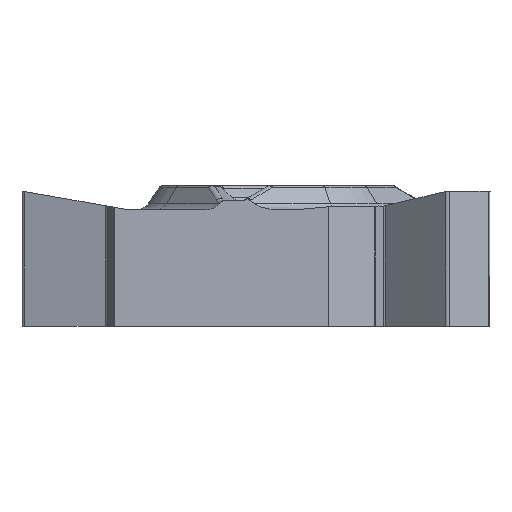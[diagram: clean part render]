
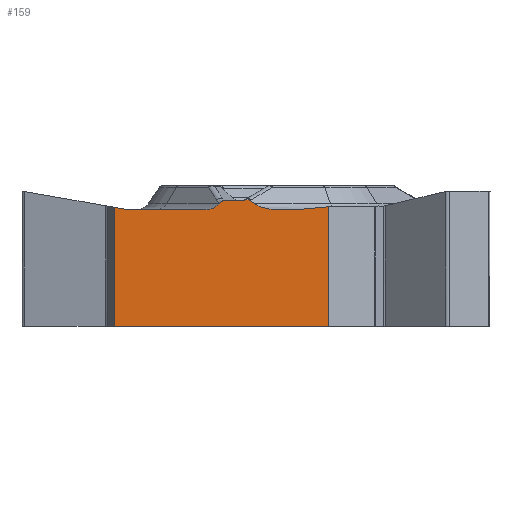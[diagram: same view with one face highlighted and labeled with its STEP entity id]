
A CAD part, left-side view. The second image highlights one B-rep face of the part: STEP entity #159.
In plain terms, the highlighted planar face has unit normal (-1, 0, 0).
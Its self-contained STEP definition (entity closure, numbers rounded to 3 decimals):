
#159=ADVANCED_FACE('',(#359),#315,.F.);
#315=PLANE('',#2691);
#359=FACE_OUTER_BOUND('',#509,.T.);
#509=EDGE_LOOP('',(#841,#842,#843,#844,#845,#846,#847,#848,#849,#850,#851,
#852,#853,#854,#855,#856,#857,#858));
#671=CIRCLE('',#2690,0.75);
#778=ELLIPSE('',#2685,1.5,0.75);
#779=ELLIPSE('',#2686,1.5,0.75);
#780=ELLIPSE('',#2687,0.309,0.3);
#781=ELLIPSE('',#2688,0.295,0.25);
#782=ELLIPSE('',#2689,0.884,0.75);
#841=ORIENTED_EDGE('',*,*,#1867,.F.);
#842=ORIENTED_EDGE('',*,*,#1868,.F.);
#843=ORIENTED_EDGE('',*,*,#1869,.T.);
#844=ORIENTED_EDGE('',*,*,#1870,.T.);
#845=ORIENTED_EDGE('',*,*,#1871,.T.);
#846=ORIENTED_EDGE('',*,*,#1872,.T.);
#847=ORIENTED_EDGE('',*,*,#1873,.T.);
#848=ORIENTED_EDGE('',*,*,#1874,.F.);
#849=ORIENTED_EDGE('',*,*,#1875,.T.);
#850=ORIENTED_EDGE('',*,*,#1876,.T.);
#851=ORIENTED_EDGE('',*,*,#1877,.F.);
#852=ORIENTED_EDGE('',*,*,#1878,.F.);
#853=ORIENTED_EDGE('',*,*,#1879,.T.);
#854=ORIENTED_EDGE('',*,*,#1880,.T.);
#855=ORIENTED_EDGE('',*,*,#1881,.T.);
#856=ORIENTED_EDGE('',*,*,#1882,.T.);
#857=ORIENTED_EDGE('',*,*,#1883,.T.);
#858=ORIENTED_EDGE('',*,*,#1884,.T.);
#1625=VERTEX_POINT('',#4128);
#1626=VERTEX_POINT('',#4129);
#1627=VERTEX_POINT('',#4131);
#1628=VERTEX_POINT('',#4133);
#1629=VERTEX_POINT('',#4135);
#1630=VERTEX_POINT('',#4137);
#1631=VERTEX_POINT('',#4139);
#1632=VERTEX_POINT('',#4141);
#1633=VERTEX_POINT('',#4152);
#1634=VERTEX_POINT('',#4154);
#1635=VERTEX_POINT('',#4156);
#1636=VERTEX_POINT('',#4158);
#1637=VERTEX_POINT('',#4166);
#1638=VERTEX_POINT('',#4168);
#1639=VERTEX_POINT('',#4170);
#1640=VERTEX_POINT('',#4172);
#1641=VERTEX_POINT('',#4174);
#1642=VERTEX_POINT('',#4176);
#1867=EDGE_CURVE('',#1625,#1626,#2259,.T.);
#1868=EDGE_CURVE('',#1627,#1625,#2260,.T.);
#1869=EDGE_CURVE('',#1627,#1628,#2261,.T.);
#1870=EDGE_CURVE('',#1628,#1629,#778,.T.);
#1871=EDGE_CURVE('',#1629,#1630,#2262,.T.);
#1872=EDGE_CURVE('',#1630,#1631,#779,.T.);
#1873=EDGE_CURVE('',#1631,#1632,#2263,.T.);
#1874=EDGE_CURVE('',#1633,#1632,#2615,.T.);
#1875=EDGE_CURVE('',#1633,#1634,#780,.T.);
#1876=EDGE_CURVE('',#1634,#1635,#2264,.T.);
#1877=EDGE_CURVE('',#1636,#1635,#781,.T.);
#1878=EDGE_CURVE('',#1637,#1636,#2616,.T.);
#1879=EDGE_CURVE('',#1637,#1638,#2265,.T.);
#1880=EDGE_CURVE('',#1638,#1639,#782,.T.);
#1881=EDGE_CURVE('',#1639,#1640,#2266,.T.);
#1882=EDGE_CURVE('',#1640,#1641,#671,.T.);
#1883=EDGE_CURVE('',#1641,#1642,#2267,.T.);
#1884=EDGE_CURVE('',#1642,#1626,#2268,.T.);
#2259=LINE('',#4127,#2433);
#2260=LINE('',#4130,#2434);
#2261=LINE('',#4132,#2435);
#2262=LINE('',#4136,#2436);
#2263=LINE('',#4140,#2437);
#2264=LINE('',#4155,#2438);
#2265=LINE('',#4167,#2439);
#2266=LINE('',#4171,#2440);
#2267=LINE('',#4175,#2441);
#2268=LINE('',#4177,#2442);
#2433=VECTOR('',#2981,1.);
#2434=VECTOR('',#2982,1.);
#2435=VECTOR('',#2983,1.);
#2436=VECTOR('',#2986,1.);
#2437=VECTOR('',#2989,1.);
#2438=VECTOR('',#2992,1.);
#2439=VECTOR('',#2995,1.);
#2440=VECTOR('',#2998,1.);
#2441=VECTOR('',#3001,1.);
#2442=VECTOR('',#3002,1.);
#2615=B_SPLINE_CURVE_WITH_KNOTS('',3,(#4142,#4143,#4144,#4145,#4146,#4147,
#4148,#4149,#4150,#4151),.UNSPECIFIED.,.F.,.F.,(4,3,3,4),(0.,0.625,
0.853,1.),.UNSPECIFIED.);
#2616=B_SPLINE_CURVE_WITH_KNOTS('',3,(#4159,#4160,#4161,#4162,#4163,#4164,
#4165),.UNSPECIFIED.,.F.,.F.,(4,3,4),(0.,0.594,1.),
 .UNSPECIFIED.);
#2685=AXIS2_PLACEMENT_3D('',#4134,#2984,#2985);
#2686=AXIS2_PLACEMENT_3D('',#4138,#2987,#2988);
#2687=AXIS2_PLACEMENT_3D('',#4153,#2990,#2991);
#2688=AXIS2_PLACEMENT_3D('',#4157,#2993,#2994);
#2689=AXIS2_PLACEMENT_3D('',#4169,#2996,#2997);
#2690=AXIS2_PLACEMENT_3D('',#4173,#2999,#3000);
#2691=AXIS2_PLACEMENT_3D('',#4178,#3003,#3004);
#2981=DIRECTION('',(0.,1.,0.));
#2982=DIRECTION('',(0.,0.,-1.));
#2983=DIRECTION('',(0.,0.996,-0.088));
#2984=DIRECTION('',(1.,0.,0.));
#2985=DIRECTION('',(0.,1.,0.));
#2986=DIRECTION('',(0.,1.,0.));
#2987=DIRECTION('',(1.,0.,0.));
#2988=DIRECTION('',(0.,-1.,0.));
#2989=DIRECTION('',(0.,0.814,0.581));
#2990=DIRECTION('',(1.,0.,0.));
#2991=DIRECTION('',(0.,-1.,0.));
#2992=DIRECTION('',(0.,1.,0.));
#2993=DIRECTION('',(1.,0.,0.));
#2994=DIRECTION('',(0.,1.,0.));
#2995=DIRECTION('',(0.,0.637,-0.771));
#2996=DIRECTION('',(1.,0.,0.));
#2997=DIRECTION('',(0.,1.,0.));
#2998=DIRECTION('',(0.,1.,0.));
#2999=DIRECTION('',(1.,0.,0.));
#3000=DIRECTION('',(0.,0.,-1.));
#3001=DIRECTION('',(0.,0.985,0.174));
#3002=DIRECTION('',(0.,0.,-1.));
#3003=DIRECTION('',(1.,0.,0.));
#3004=DIRECTION('',(0.,0.,-1.));
#4127=CARTESIAN_POINT('',(-7.938,11.45,-7.));
#4128=CARTESIAN_POINT('',(-7.938,-3.123,-7.));
#4129=CARTESIAN_POINT('',(-7.938,8.281,-7.));
#4130=CARTESIAN_POINT('',(-7.938,-3.123,25.));
#4131=CARTESIAN_POINT('',(-7.938,-3.123,-0.628));
#4132=CARTESIAN_POINT('',(-7.938,-2.266,-0.704));
#4133=CARTESIAN_POINT('',(-7.938,-1.521,-0.77));
#4134=CARTESIAN_POINT('',(-7.938,-1.261,-0.031));
#4135=CARTESIAN_POINT('',(-7.938,-1.261,-0.781));
#4136=CARTESIAN_POINT('',(-7.938,0.,-0.781));
#4137=CARTESIAN_POINT('',(-7.938,-0.427,-0.781));
#4138=CARTESIAN_POINT('',(-7.938,-0.427,-0.031));
#4139=CARTESIAN_POINT('',(-7.938,0.802,-0.461));
#4140=CARTESIAN_POINT('',(-7.938,19.895,13.173));
#4141=CARTESIAN_POINT('',(-7.938,1.037,-0.293));
#4142=CARTESIAN_POINT('',(-7.938,1.433,-0.285));
#4143=CARTESIAN_POINT('',(-7.938,1.352,-0.26));
#4144=CARTESIAN_POINT('',(-7.938,1.267,-0.242));
#4145=CARTESIAN_POINT('',(-7.938,1.183,-0.247));
#4146=CARTESIAN_POINT('',(-7.938,1.152,-0.249));
#4147=CARTESIAN_POINT('',(-7.938,1.12,-0.255));
#4148=CARTESIAN_POINT('',(-7.938,1.091,-0.266));
#4149=CARTESIAN_POINT('',(-7.938,1.072,-0.272));
#4150=CARTESIAN_POINT('',(-7.938,1.054,-0.282));
#4151=CARTESIAN_POINT('',(-7.938,1.037,-0.293));
#4152=CARTESIAN_POINT('',(-7.938,1.433,-0.285));
#4153=CARTESIAN_POINT('',(-7.938,1.528,0.));
#4154=CARTESIAN_POINT('',(-7.938,1.528,-0.3));
#4155=CARTESIAN_POINT('',(-7.938,11.45,-0.3));
#4156=CARTESIAN_POINT('',(-7.938,2.386,-0.3));
#4157=CARTESIAN_POINT('',(-7.938,2.386,-0.55));
#4158=CARTESIAN_POINT('',(-7.938,2.497,-0.318));
#4159=CARTESIAN_POINT('',(-7.938,2.626,-0.404));
#4160=CARTESIAN_POINT('',(-7.938,2.606,-0.381));
#4161=CARTESIAN_POINT('',(-7.938,2.582,-0.36));
#4162=CARTESIAN_POINT('',(-7.938,2.555,-0.345));
#4163=CARTESIAN_POINT('',(-7.938,2.537,-0.334));
#4164=CARTESIAN_POINT('',(-7.938,2.517,-0.325));
#4165=CARTESIAN_POINT('',(-7.938,2.497,-0.318));
#4166=CARTESIAN_POINT('',(-7.938,2.626,-0.404));
#4167=CARTESIAN_POINT('',(-7.938,-6.27,10.369));
#4168=CARTESIAN_POINT('',(-7.938,2.673,-0.461));
#4169=CARTESIAN_POINT('',(-7.938,3.398,-0.031));
#4170=CARTESIAN_POINT('',(-7.938,3.398,-0.781));
#4171=CARTESIAN_POINT('',(-7.938,11.45,-0.781));
#4172=CARTESIAN_POINT('',(-7.938,7.504,-0.781));
#4173=CARTESIAN_POINT('',(-7.938,7.504,-0.031));
#4174=CARTESIAN_POINT('',(-7.938,7.635,-0.77));
#4175=CARTESIAN_POINT('',(-7.938,15.742,0.66));
#4176=CARTESIAN_POINT('',(-7.938,8.281,-0.656));
#4177=CARTESIAN_POINT('',(-7.938,8.281,25.));
#4178=CARTESIAN_POINT('',(-7.938,11.45,25.));
